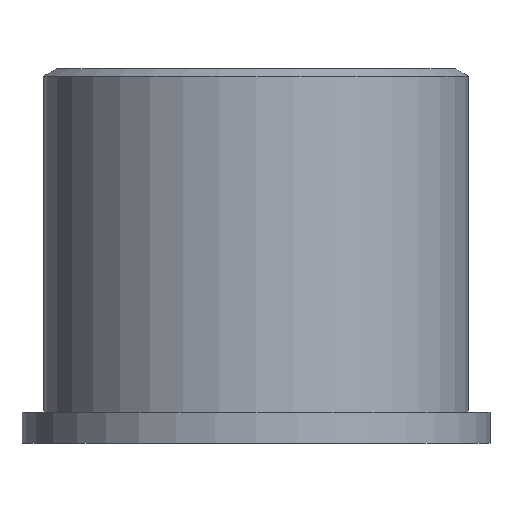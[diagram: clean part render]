
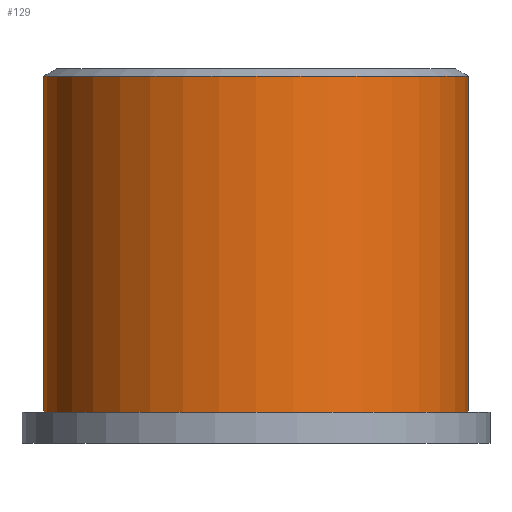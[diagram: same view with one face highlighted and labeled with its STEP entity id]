
A CAD part, front view. The second image highlights one B-rep face of the part: STEP entity #129.
In plain terms, the highlighted cylindrical face has radius 34 mm (diameter 68 mm), a full revolution.
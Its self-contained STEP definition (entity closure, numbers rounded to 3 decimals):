
#22=CYLINDRICAL_SURFACE('',#159,34.);
#30=FACE_OUTER_BOUND('',#41,.T.);
#41=EDGE_LOOP('',(#110,#111,#112,#113));
#49=LINE('',#235,#55);
#55=VECTOR('',#198,34.);
#63=CIRCLE('',#158,34.);
#64=CIRCLE('',#160,34.);
#72=VERTEX_POINT('',#230);
#73=VERTEX_POINT('',#234);
#85=EDGE_CURVE('',#72,#72,#63,.T.);
#86=EDGE_CURVE('',#72,#73,#49,.T.);
#87=EDGE_CURVE('',#73,#73,#64,.T.);
#110=ORIENTED_EDGE('',*,*,#85,.F.);
#111=ORIENTED_EDGE('',*,*,#86,.T.);
#112=ORIENTED_EDGE('',*,*,#87,.T.);
#113=ORIENTED_EDGE('',*,*,#86,.F.);
#129=ADVANCED_FACE('',(#30),#22,.T.);
#158=AXIS2_PLACEMENT_3D('',#232,#194,#195);
#159=AXIS2_PLACEMENT_3D('',#233,#196,#197);
#160=AXIS2_PLACEMENT_3D('',#236,#199,#200);
#194=DIRECTION('center_axis',(0.,0.,1.));
#195=DIRECTION('ref_axis',(1.,0.,0.));
#196=DIRECTION('center_axis',(0.,0.,1.));
#197=DIRECTION('ref_axis',(1.,0.,0.));
#198=DIRECTION('',(0.,0.,-1.));
#199=DIRECTION('center_axis',(0.,0.,1.));
#200=DIRECTION('ref_axis',(1.,0.,0.));
#230=CARTESIAN_POINT('',(-34.,0.,53.845));
#232=CARTESIAN_POINT('Origin',(0.,0.,53.845));
#233=CARTESIAN_POINT('Origin',(0.,0.,0.));
#234=CARTESIAN_POINT('',(-34.,0.,0.));
#235=CARTESIAN_POINT('',(-34.,0.,0.));
#236=CARTESIAN_POINT('Origin',(0.,0.,0.));
